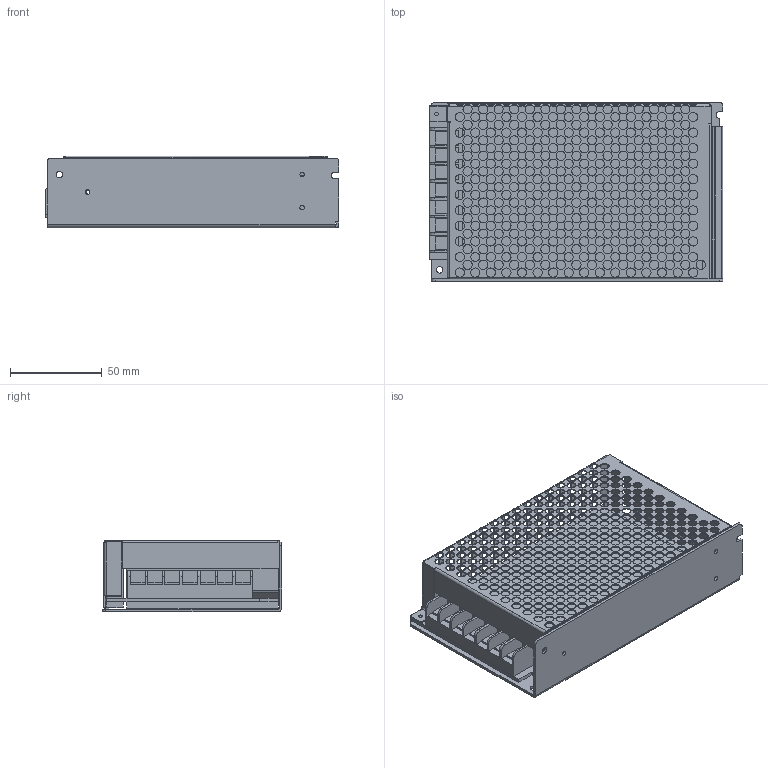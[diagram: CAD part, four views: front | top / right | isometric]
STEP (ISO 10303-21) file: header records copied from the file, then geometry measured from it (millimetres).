
FILE_DESCRIPTION(('Creo Elements/Direct Modeling STEP Export'),'2;1');
FILE_NAME('MeanWell_RS-100.stp','2019-07-10T11:15:49',(''),(''),'Creo Elements/Direct Modeling STEP processor for AP214 (Solid Model)','Creo Elements/Direct Modeling 19.0F 14-Feb-2017 (C) Parametric Technology GmbH','');
FILE_SCHEMA(('AUTOMOTIVE_DESIGN { 1 0 10303 214 1 1 1 1 }'));
Length unit declared in the file: millimetre
Products named in the file (5): BLOCK; PCB; PLATE; GRATE; MeanWell_RS-100
Assembly tree (4 placements, depth 2):
  MeanWell_RS-100
    GRATE
    PLATE
    PCB
    BLOCK
Bounding box: 160.23 x 98 x 39.02 mm (x, y, z)
Volume: 84108.2 mm3; surface area: 117600 mm2
Topology: 4 solids, 4 shells, 1206 faces, 4459 edges, 3206 vertices
Faces by surface type: cylinder 964, plane 164, bspline 78
Entity records: 45922 total; most frequent: CARTESIAN_POINT 9843, ORIENTED_EDGE 8918, DIRECTION 6010, EDGE_CURVE 4459, VERTEX_POINT 3206, AXIS2_PLACEMENT_3D 2247, EDGE_LOOP 2105, VECTOR 1516
